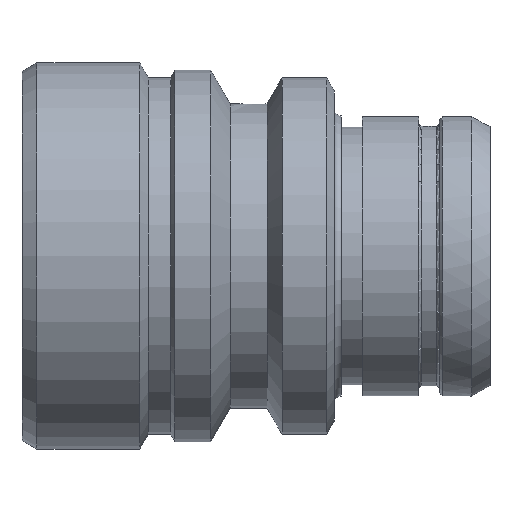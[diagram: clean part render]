
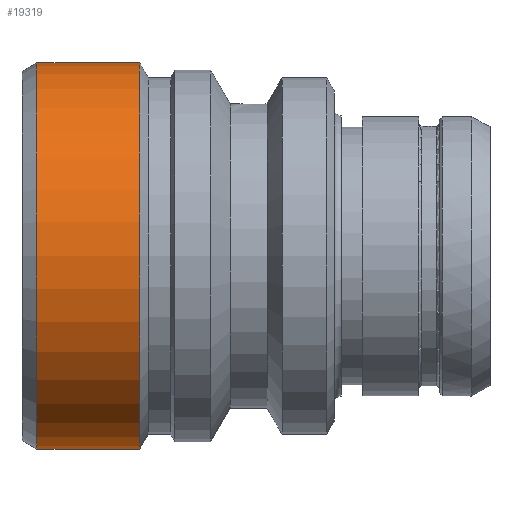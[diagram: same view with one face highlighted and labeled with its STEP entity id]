
A CAD part, top view. The second image highlights one B-rep face of the part: STEP entity #19319.
In plain terms, the highlighted cylindrical face has radius 13 mm (diameter 26 mm), a partial arc.
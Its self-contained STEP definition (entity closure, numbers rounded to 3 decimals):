
#288=CARTESIAN_POINT('',(-20.,0.,0.));
#289=DIRECTION('',(1.,0.,0.));
#290=DIRECTION('',(0.,1.,0.));
#291=AXIS2_PLACEMENT_3D('',#288,#289,#290);
#293=CARTESIAN_POINT('',(-13.077,0.,0.));
#294=DIRECTION('',(1.,0.,0.));
#295=DIRECTION('',(0.,1.,0.));
#296=AXIS2_PLACEMENT_3D('',#293,#294,#295);
#298=DIRECTION('',(-1.,0.,0.));
#299=VECTOR('',#298,6.923);
#300=CARTESIAN_POINT('',(-13.077,13.,0.));
#301=LINE('1793',#300,#299);
#302=DIRECTION('',(-1.,0.,0.));
#303=VECTOR('',#302,6.923);
#304=CARTESIAN_POINT('',(-13.077,-13.,0.));
#305=LINE('1809',#304,#303);
#15397=CARTESIAN_POINT('',(-13.077,13.,0.));
#15398=VERTEX_POINT('',#15397);
#15399=CARTESIAN_POINT('',(-20.,13.,0.));
#15400=VERTEX_POINT('',#15399);
#15437=CARTESIAN_POINT('',(-13.077,-13.,0.));
#15438=VERTEX_POINT('',#15437);
#15439=CARTESIAN_POINT('',(-20.,-13.,0.));
#15440=VERTEX_POINT('',#15439);
#19305=CARTESIAN_POINT('',(-22.575,0.,0.));
#19306=DIRECTION('',(1.,0.,0.));
#19307=DIRECTION('',(0.,-1.,0.));
#19308=AXIS2_PLACEMENT_3D('',#19305,#19306,#19307);
#19309=CYLINDRICAL_SURFACE('277',#19308,13.);
#19311=ORIENTED_EDGE('1793',*,*,#19310,.F.);
#19313=ORIENTED_EDGE('1828',*,*,#19312,.T.);
#19315=ORIENTED_EDGE('1809',*,*,#19314,.T.);
#19316=ORIENTED_EDGE('1829',*,*,#19291,.F.);
#19317=EDGE_LOOP('277',(#19311,#19313,#19315,#19316));
#19318=FACE_OUTER_BOUND('277',#19317,.F.);
#292=CIRCLE('1829',#291,13.);
#297=CIRCLE('1828',#296,13.);
#19291=EDGE_CURVE('1829',#15400,#15440,#292,.T.);
#19310=EDGE_CURVE('1793',#15398,#15400,#301,.T.);
#19312=EDGE_CURVE('1828',#15398,#15438,#297,.T.);
#19314=EDGE_CURVE('1809',#15438,#15440,#305,.T.);
#19319=ADVANCED_FACE('277',(#19318),#19309,.T.);
